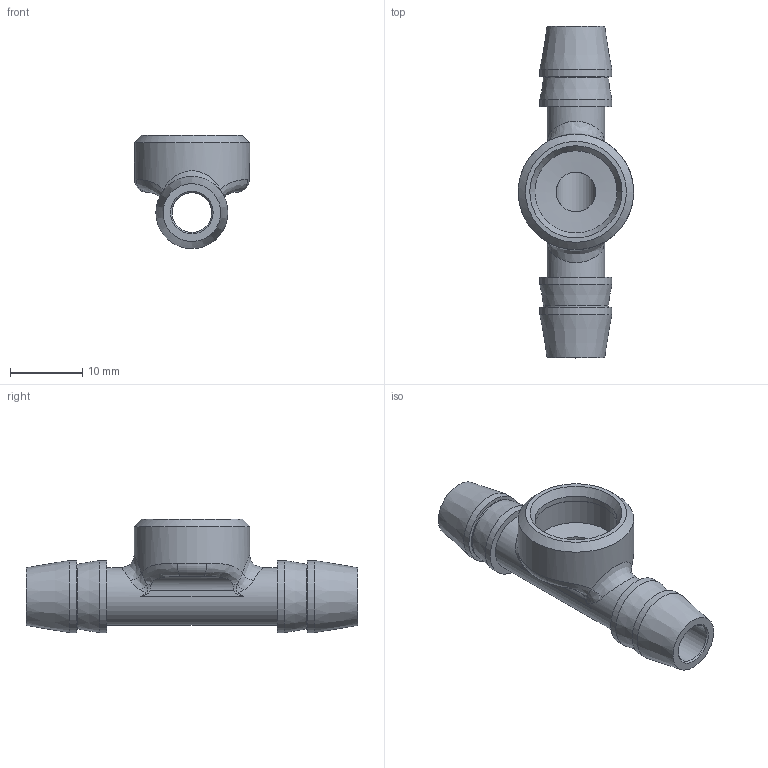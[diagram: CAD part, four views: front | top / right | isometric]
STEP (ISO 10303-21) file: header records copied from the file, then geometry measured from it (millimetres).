
FILE_DESCRIPTION((''),'2;1');
FILE_NAME('6286411905.stp','2015-09-25T10:29:04',('Ji��'),(''),'Autodesk Inventor 2012','Autodesk Inventor 2012','');
FILE_SCHEMA(('AUTOMOTIVE_DESIGN { 1 0 10303 214 1 1 1 1 }'));
Length unit declared in the file: millimetre
Products named in the file (1): 6286411905
Bounding box: 15.97 x 46 x 15.7 mm (x, y, z)
Volume: 2470.3 mm3; surface area: 2862.8 mm2
Topology: 1 solids, 1 shells, 55 faces, 126 edges, 77 vertices
Faces by surface type: bspline 18, cylinder 14, plane 12, cone 9, torus 2
Full cylindrical faces by diameter (mm): 5.5 x2, 8 x1, 9 x2, 10 x4, 11.4 x1, 11.6 x1, 16 x1
Entity records: 2168 total; most frequent: CARTESIAN_POINT 1126, ORIENTED_EDGE 192, DIRECTION 182, EDGE_CURVE 96, AXIS2_PLACEMENT_3D 88, EDGE_LOOP 86, VERTEX_POINT 70, FACE_OUTER_BOUND 55
